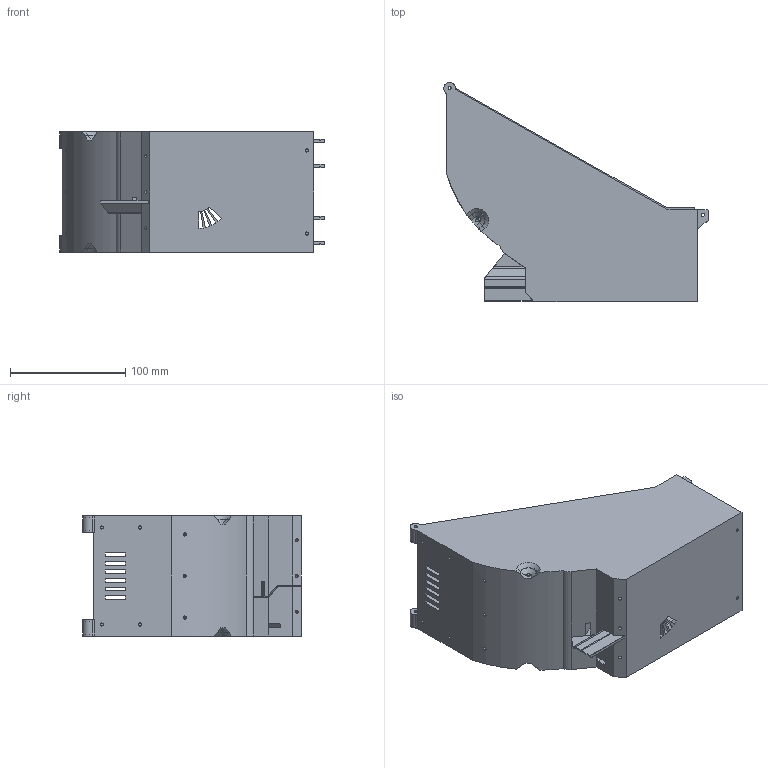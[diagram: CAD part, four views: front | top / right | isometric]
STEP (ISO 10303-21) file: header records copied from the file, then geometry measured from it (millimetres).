
FILE_DESCRIPTION(/* description */ ('База - нижняя часть корпуса без барельефа'),/* implementation_level */ '2;1');
FILE_NAME(/* name */ 'UNIT_EXT_base_plain.step',/* time_stamp */ '2025-09-24T19:42:04+03:00',/* author */ ('ruslanpavlucenko'),/* organization */ (''),/* preprocessor_version */ 'ST-DEVELOPER v19.2',/* originating_system */ 'Autodesk Inventor 2024',/* authorisation */ '');
FILE_SCHEMA (('AUTOMOTIVE_DESIGN { 1 0 10303 214 3 1 1 }'));
Length unit declared in the file: millimetre
Products named in the file (1): base_plain_CPY
Bounding box: 228.98 x 189.66 x 104 mm (x, y, z)
Volume: 656203.3 mm3; surface area: 324519 mm2
Topology: 1 solids, 79 shells, 903 faces, 2224 edges, 1517 vertices
Faces by surface type: plane 742, cylinder 146, bspline 9, cone 6
Full cylindrical faces by diameter (mm): 2.6 x1, 2.7 x20, 2.8 x4, 4.3 x2, 4.4 x4, 4.5 x2, 6.1 x2, 6.3 x2, 7.9 x2, 8.1 x2
Entity records: 27414 total; most frequent: CARTESIAN_POINT 5842, ORIENTED_EDGE 4370, DIRECTION 4282, EDGE_CURVE 2185, LINE 1764, VECTOR 1764, VERTEX_POINT 1437, AXIS2_PLACEMENT_3D 1259
